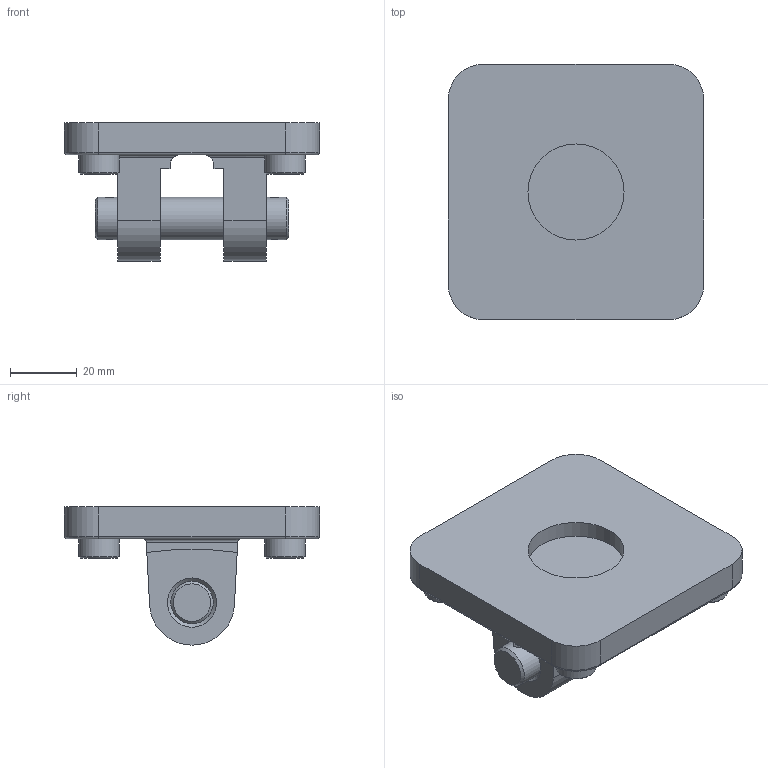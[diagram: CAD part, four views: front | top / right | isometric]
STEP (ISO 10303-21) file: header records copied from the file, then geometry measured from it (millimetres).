
FILE_DESCRIPTION(/* description */ ('Unknown'),/* implementation_level */ '2;1');
FILE_NAME(/* name */ '1309.250.09F',/* time_stamp */ '2022-02-11T08:36:23-05:00',/* author */ ('Unknown'),/* organization */ ('Unknown'),/* preprocessor_version */ 'ST-DEVELOPER v16.7',/* originating_system */ 'Solid Edge',/* authorisation */ 'Unknown');
FILE_SCHEMA (('AUTOMOTIVE_DESIGN {1 0 10303 214 3 1 1}'));
Length unit declared in the file: millimetre
Products named in the file (1): NCA1D250-0100.step_NCA1Clevis_250D
Bounding box: 76.2 x 76.2 x 41.27 mm (x, y, z)
Volume: 77206.8 mm3; surface area: 21430.8 mm2
Topology: 1 solids, 1 shells, 97 faces, 237 edges, 153 vertices
Faces by surface type: plane 53, cylinder 32, cone 8, torus 4
Full cylindrical faces by diameter (mm): 2.67 x2, 12.15 x4, 12.7 x3, 28.7 x1
Entity records: 3445 total; most frequent: CARTESIAN_POINT 526, DIRECTION 460, ORIENTED_EDGE 424, EDGE_CURVE 212, AXIS2_PLACEMENT_3D 162, VERTEX_POINT 148, LINE 136, VECTOR 136
